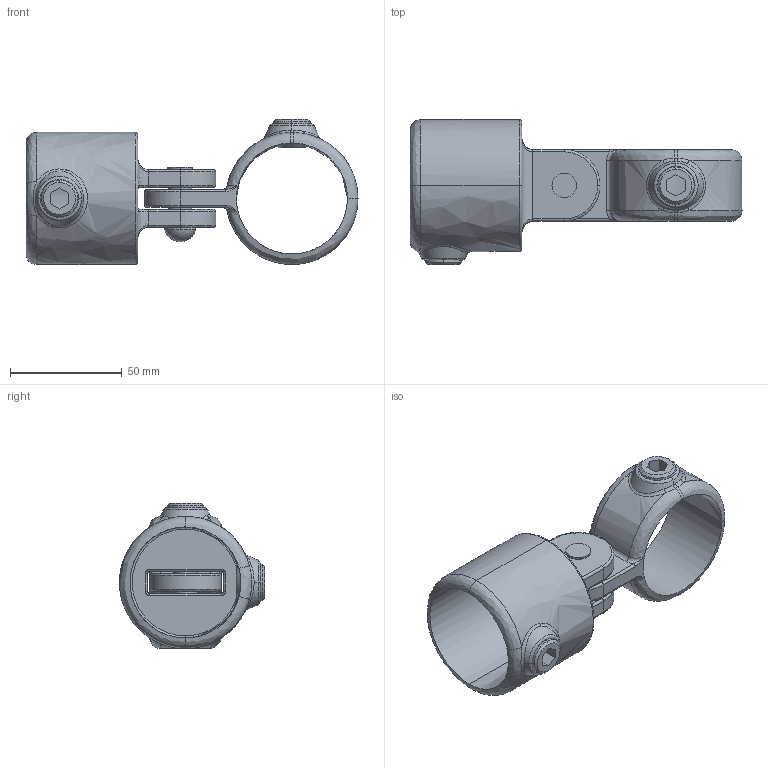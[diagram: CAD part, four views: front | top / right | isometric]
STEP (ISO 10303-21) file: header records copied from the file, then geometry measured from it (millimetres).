
FILE_DESCRIPTION (( 'STEP AP203' ), '1' );
FILE_NAME ('16173D.STEP', '2022-03-28T11:29:48', ( '' ), ( '' ), 'SwSTEP 2.0', 'SolidWorks 2020', '' );
FILE_SCHEMA (( 'CONFIG_CONTROL_DESIGN' ));
Length unit declared in the file: millimetre
Products named in the file (4): Part9^16173D; 16173DM; 16173DF; 16173D
Assembly tree (3 placements, depth 2):
  16173D
    16173DM
    16173DF
    Part9^16173D
Bounding box: 148.55 x 64.88 x 64.9 mm (x, y, z)
Volume: 104328.1 mm3; surface area: 44344.8 mm2
Topology: 5 solids, 5 shells, 188 faces, 445 edges, 259 vertices
Faces by surface type: bspline 177, cylinder 6, plane 3, sphere 2
Entity records: 11669 total; most frequent: CARTESIAN_POINT 8668, ORIENTED_EDGE 874, EDGE_CURVE 437, VERTEX_POINT 259, B_SPLINE_CURVE_WITH_KNOTS 243, EDGE_LOOP 206, ADVANCED_FACE 188, FACE_OUTER_BOUND 188
